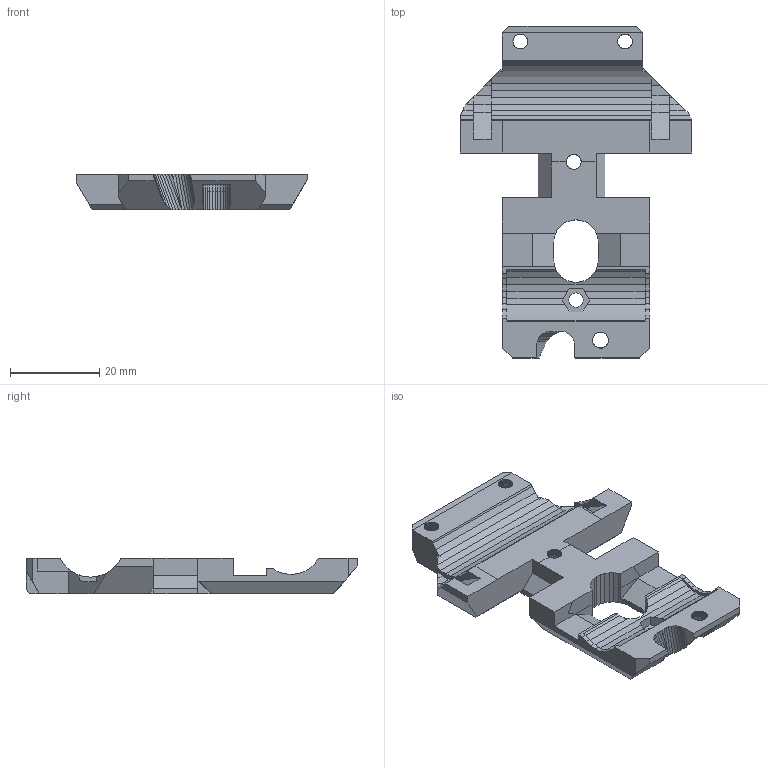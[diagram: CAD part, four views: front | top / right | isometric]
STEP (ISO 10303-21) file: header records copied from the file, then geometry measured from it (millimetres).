
FILE_DESCRIPTION(('FreeCAD Model'),'2;1');
FILE_NAME('x-carriage-back_R4_no_text.step','2019-02-17T11:09:34',('Author'),(''), 'Open CASCADE STEP processor 6.8','FreeCAD','Unknown');
FILE_SCHEMA(('AUTOMOTIVE_DESIGN { 1 0 10303 214 1 1 1 1 }'));
Length unit declared in the file: millimetre
Products named in the file (1): difference004
Bounding box: 52 x 74.5 x 8 mm (x, y, z)
Volume: 12813.8 mm3; surface area: 8023.9 mm2
Topology: 1 solids, 4 shells, 840 faces, 2297 edges, 1462 vertices
Faces by surface type: plane 840
Entity records: 25776 total; most frequent: CARTESIAN_POINT 4600, ORIENTED_EDGE 4594, DIRECTION 3979, EDGE_CURVE 2297, LINE 2297, VECTOR 2297, VERTEX_POINT 1462, FACE_BOUND 849
